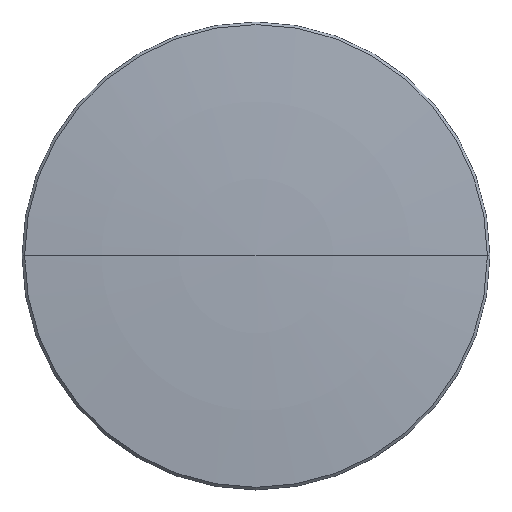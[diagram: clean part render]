
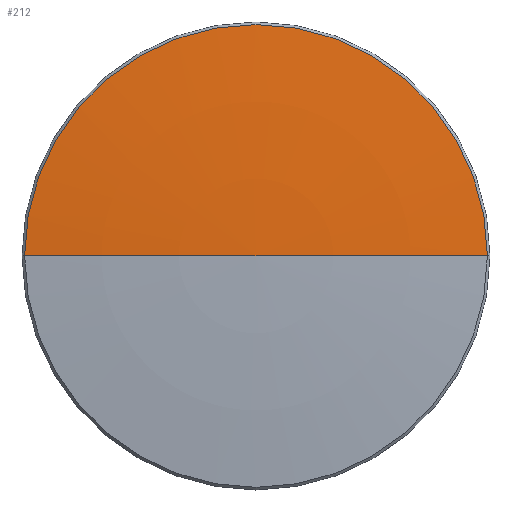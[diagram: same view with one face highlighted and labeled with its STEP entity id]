
A CAD part, top view. The second image highlights one B-rep face of the part: STEP entity #212.
In plain terms, the highlighted toroidal (fillet/blend) face has major radius 0.048 mm and minor radius 138.02 mm.
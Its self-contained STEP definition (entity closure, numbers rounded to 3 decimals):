
#14 = CARTESIAN_POINT ( 'NONE',  ( 0., 0., 1.295 ) ) ;
#16 = FACE_OUTER_BOUND ( 'NONE', #225, .T. ) ;
#18 = DIRECTION ( 'NONE',  ( 1., 0., 0. ) ) ;
#19 = DIRECTION ( 'NONE',  ( 0., 0., 1. ) ) ;
#28 = CIRCLE ( 'NONE', #60, 138.02 ) ;
#36 = CARTESIAN_POINT ( 'NONE',  ( 0., 0., -136.725 ) ) ;
#42 = AXIS2_PLACEMENT_3D ( 'NONE', #36, #19, #18 ) ;
#44 = CIRCLE ( 'NONE', #49, 138.02 ) ;
#46 = DIRECTION ( 'NONE',  ( -1., 0., 0. ) ) ;
#47 = DIRECTION ( 'NONE',  ( 0., 1., 0. ) ) ;
#48 = CARTESIAN_POINT ( 'NONE',  ( 0.048, 0., -136.725 ) ) ;
#49 = AXIS2_PLACEMENT_3D ( 'NONE', #48, #47, #46 ) ;
#51 = TOROIDAL_SURFACE ( 'NONE', #42, -0.048, 138.02 ) ;
#60 = AXIS2_PLACEMENT_3D ( 'NONE', #89, #88, #87 ) ;
#87 = DIRECTION ( 'NONE',  ( 0., 0., -1. ) ) ;
#88 = DIRECTION ( 'NONE',  ( 0., -1., 0. ) ) ;
#89 = CARTESIAN_POINT ( 'NONE',  ( -0.048, 0., -136.725 ) ) ;
#182 = VERTEX_POINT ( 'NONE', #277 ) ;
#196 = EDGE_CURVE ( 'NONE', #197, #182, #290, .T. ) ;
#197 = VERTEX_POINT ( 'NONE', #300 ) ;
#208 = EDGE_CURVE ( 'NONE', #182, #221, #44, .T. ) ;
#212 = ADVANCED_FACE ( 'NONE', ( #16 ), #51, .T. ) ;
#216 = ORIENTED_EDGE ( 'NONE', *, *, #240, .F. ) ;
#217 = ORIENTED_EDGE ( 'NONE', *, *, #208, .T. ) ;
#221 = VERTEX_POINT ( 'NONE', #14 ) ;
#225 = EDGE_LOOP ( 'NONE', ( #227, #217, #216 ) ) ;
#227 = ORIENTED_EDGE ( 'NONE', *, *, #196, .T. ) ;
#240 = EDGE_CURVE ( 'NONE', #197, #221, #28, .T. ) ;
#243 = AXIS2_PLACEMENT_3D ( 'NONE', #247, #246, #245 ) ;
#245 = DIRECTION ( 'NONE',  ( 1., 0., 0. ) ) ;
#246 = DIRECTION ( 'NONE',  ( 0., 0., 1. ) ) ;
#247 = CARTESIAN_POINT ( 'NONE',  ( 0., 0., 0.718 ) ) ;
#277 = CARTESIAN_POINT ( 'NONE',  ( -12.559, 0., 0.718 ) ) ;
#290 = CIRCLE ( 'NONE', #243, 12.559 ) ;
#300 = CARTESIAN_POINT ( 'NONE',  ( 12.559, 0., 0.718 ) ) ;
